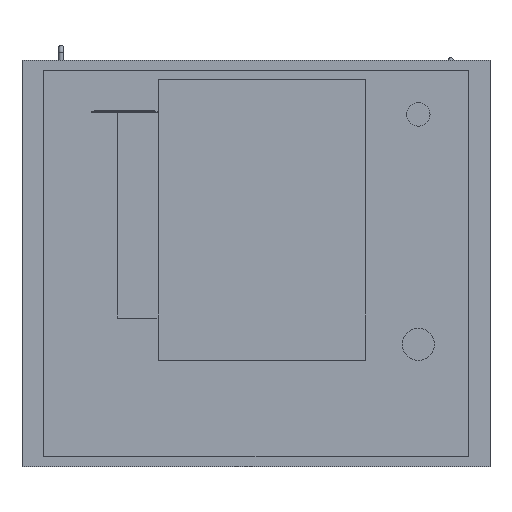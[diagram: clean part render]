
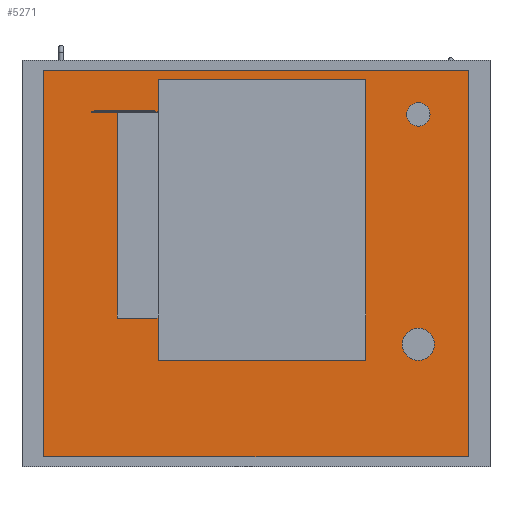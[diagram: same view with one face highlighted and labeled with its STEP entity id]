
A CAD part, front view. The second image highlights one B-rep face of the part: STEP entity #5271.
In plain terms, the highlighted planar face has unit normal (0, -1, 0).
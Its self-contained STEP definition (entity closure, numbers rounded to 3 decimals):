
#278=FACE_OUTER_BOUND('',#607,.T.);
#607=EDGE_LOOP('',(#3518,#3519,#3520,#3521));
#944=LINE('',#7656,#1584);
#948=LINE('',#7664,#1588);
#951=LINE('',#7670,#1591);
#954=LINE('',#7675,#1594);
#1584=VECTOR('',#6119,10.);
#1588=VECTOR('',#6125,10.);
#1591=VECTOR('',#6130,10.);
#1594=VECTOR('',#6135,10.);
#2220=VERTEX_POINT('',#7654);
#2221=VERTEX_POINT('',#7655);
#2224=VERTEX_POINT('',#7663);
#2226=VERTEX_POINT('',#7669);
#2728=EDGE_CURVE('',#2220,#2221,#944,.T.);
#2732=EDGE_CURVE('',#2224,#2220,#948,.T.);
#2735=EDGE_CURVE('',#2226,#2224,#951,.T.);
#2738=EDGE_CURVE('',#2221,#2226,#954,.T.);
#3518=ORIENTED_EDGE('',*,*,#2738,.F.);
#3519=ORIENTED_EDGE('',*,*,#2728,.F.);
#3520=ORIENTED_EDGE('',*,*,#2732,.F.);
#3521=ORIENTED_EDGE('',*,*,#2735,.F.);
#5000=PLANE('',#5657);
#5271=ADVANCED_FACE('',(#278),#5000,.F.);
#5657=AXIS2_PLACEMENT_3D('',#7678,#6139,#6140);
#6119=DIRECTION('',(0.,0.,1.));
#6125=DIRECTION('',(-1.,0.,0.));
#6130=DIRECTION('',(0.,0.,-1.));
#6135=DIRECTION('',(1.,0.,0.));
#6139=DIRECTION('center_axis',(0.,1.,0.));
#6140=DIRECTION('ref_axis',(0.,0.,1.));
#7654=CARTESIAN_POINT('',(-362.5,0.,-330.));
#7655=CARTESIAN_POINT('',(-362.5,0.,330.));
#7656=CARTESIAN_POINT('',(-362.5,0.,-330.));
#7663=CARTESIAN_POINT('',(362.5,0.,-330.));
#7664=CARTESIAN_POINT('',(362.5,0.,-330.));
#7669=CARTESIAN_POINT('',(362.5,0.,330.));
#7670=CARTESIAN_POINT('',(362.5,0.,330.));
#7675=CARTESIAN_POINT('',(-362.5,0.,330.));
#7678=CARTESIAN_POINT('Origin',(0.,0.,0.));
